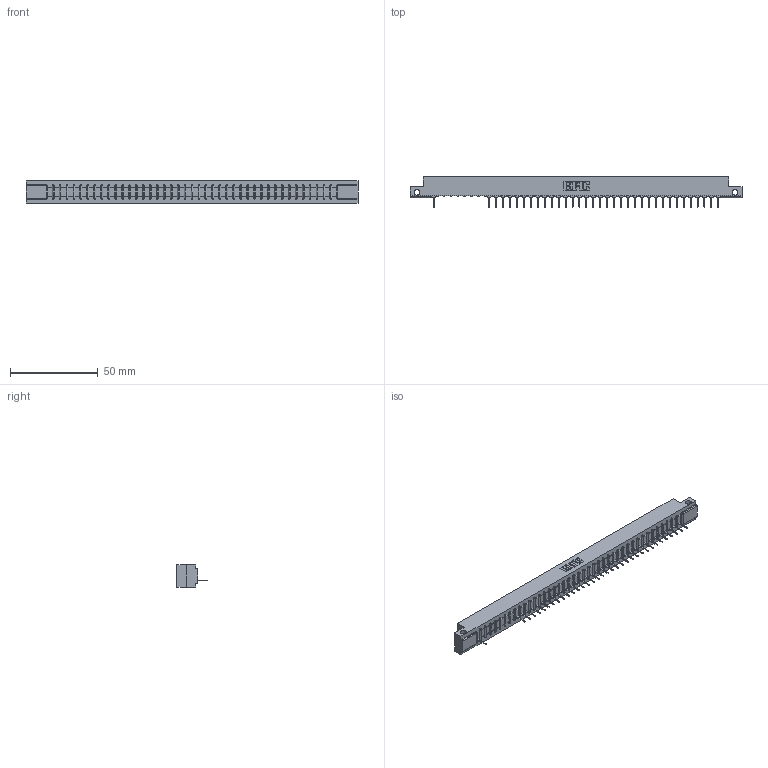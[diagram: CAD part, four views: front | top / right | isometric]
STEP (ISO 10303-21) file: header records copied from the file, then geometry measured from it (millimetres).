
FILE_DESCRIPTION (( 'STEP AP203' ), '1' );
FILE_NAME ('307-042-531-112.STEP', '2018-08-05T16:56:31', ( '' ), ( '' ), 'SwSTEP 2.0', 'SolidWorks 2016', '' );
FILE_SCHEMA (( 'CONFIG_CONTROL_DESIGN' ));
Length unit declared in the file: inch
Products named in the file (3): 307-290-001_531; 307-042-531-112; 307 Part_.128 Dia Side Mounting Holes
Assembly tree (36 placements, depth 2):
  307-042-531-112
    307 Part_.128 Dia Side Mounting Holes
    307-290-001_531  x35
Bounding box: 189.43 x 17.42 x 12.7 mm (x, y, z)
Volume: 19357.7 mm3; surface area: 19396.4 mm2
Topology: 36 solids, 36 shells, 2261 faces, 6441 edges, 4130 vertices
Faces by surface type: plane 1449, cylinder 726, sphere 86
Entity records: 35752 total; most frequent: CARTESIAN_POINT 6053, ORIENTED_EDGE 6046, DIRECTION 5879, EDGE_CURVE 3023, VECTOR 2319, LINE 2319, VERTEX_POINT 1954, AXIS2_PLACEMENT_3D 1780
